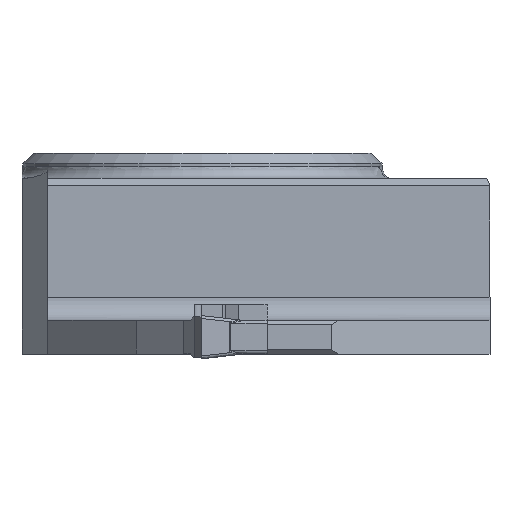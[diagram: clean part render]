
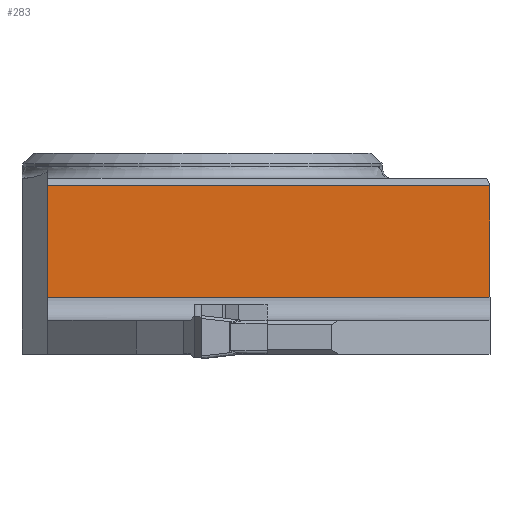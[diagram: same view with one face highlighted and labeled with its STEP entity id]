
A CAD part, left-side view. The second image highlights one B-rep face of the part: STEP entity #283.
In plain terms, the highlighted planar face has unit normal (-1, 0, 0).
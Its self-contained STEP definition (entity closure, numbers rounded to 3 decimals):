
#224=PLANE('',#2050);
#283=ADVANCED_FACE('CL_R_SU3',(#411),#224,.F.);
#411=FACE_OUTER_BOUND('',#518,.T.);
#518=EDGE_LOOP('',(#1036,#1037,#1038,#1039));
#648=LINE('',#2744,#791);
#674=LINE('',#2801,#817);
#677=LINE('',#2807,#820);
#679=LINE('',#2812,#822);
#791=VECTOR('',#2231,1.);
#817=VECTOR('',#2281,1.);
#820=VECTOR('',#2290,1.);
#822=VECTOR('',#2296,1.);
#1036=ORIENTED_EDGE('',*,*,#1717,.T.);
#1037=ORIENTED_EDGE('',*,*,#1723,.T.);
#1038=ORIENTED_EDGE('',*,*,#1688,.T.);
#1039=ORIENTED_EDGE('',*,*,#1720,.T.);
#1500=VERTEX_POINT('',#2735);
#1503=VERTEX_POINT('',#2743);
#1518=VERTEX_POINT('',#2785);
#1521=VERTEX_POINT('',#2799);
#1688=EDGE_CURVE('',#1500,#1503,#648,.T.);
#1717=EDGE_CURVE('',#1518,#1521,#674,.T.);
#1720=EDGE_CURVE('',#1503,#1518,#677,.T.);
#1723=EDGE_CURVE('',#1521,#1500,#679,.T.);
#2050=AXIS2_PLACEMENT_3D('',#2813,#2297,#2298);
#2231=DIRECTION('',(0.,0.,-1.));
#2281=DIRECTION('',(0.,0.,1.));
#2290=DIRECTION('',(0.,-1.,0.));
#2296=DIRECTION('',(0.,1.,0.));
#2297=DIRECTION('',(1.,0.,0.));
#2298=DIRECTION('',(0.,0.,-1.));
#2735=CARTESIAN_POINT('',(-18.,10.75,-1.973));
#2743=CARTESIAN_POINT('',(-18.,10.75,-9.725));
#2744=CARTESIAN_POINT('',(-18.,10.75,-50.));
#2785=CARTESIAN_POINT('',(-18.,-20.,-9.725));
#2799=CARTESIAN_POINT('',(-18.,-20.,-1.973));
#2801=CARTESIAN_POINT('',(-18.,-20.,-50.));
#2807=CARTESIAN_POINT('',(-18.,-110.,-9.725));
#2812=CARTESIAN_POINT('',(-18.,-110.,-1.973));
#2813=CARTESIAN_POINT('',(-18.,-110.,158.675));
